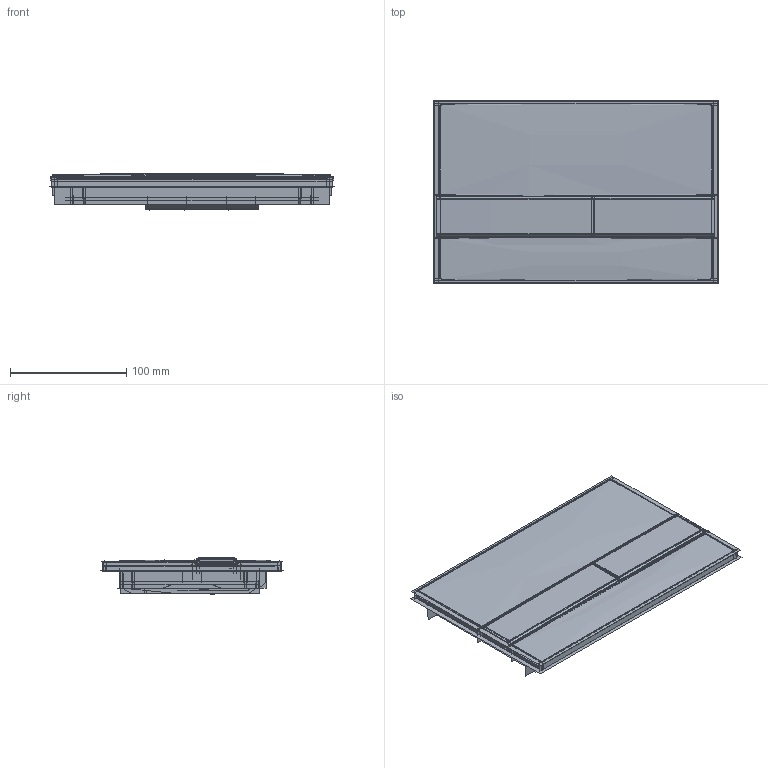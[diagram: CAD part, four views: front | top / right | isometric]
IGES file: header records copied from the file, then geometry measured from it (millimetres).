
Start section:  PTC IGES file: k5235-k-rd1_asm.igs
Global section: file name: k5235-k-rd1_asm.igs; native system: Creo Parametric by PTC Inc.; preprocessor: 2014350; author: wdi029506; organization: Unknown; date: 20190122.120142; units: millimetre
Bounding box: 245.44 x 158.08 x 31.72 mm (x, y, z)
Volume: 212194.9 mm3; surface area: 1459345.9 mm2
Topology: 8 solids, 8 shells, 4270 faces, 21326 edges, 26705 vertices
Faces by surface type: revolution 2228, bspline 2042
